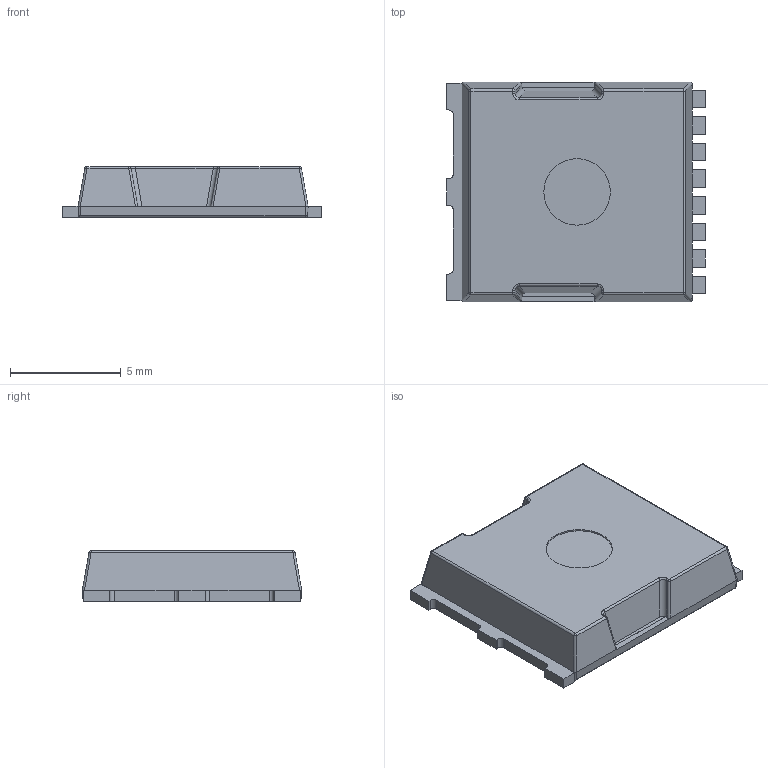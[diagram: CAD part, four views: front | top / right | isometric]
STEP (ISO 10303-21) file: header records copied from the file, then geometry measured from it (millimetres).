
FILE_DESCRIPTION(/* description */ (''),/* implementation_level */ '2;1');
FILE_NAME(/* name */ 'PowerDI1012S_STP',/* time_stamp */ '2020-07-28T13:07:06+08:00',/* author */ ('Wei Wu'),/* organization */ ('Diodes'),/* preprocessor_version */ 'ST-DEVELOPER v16.7',/* originating_system */ 'DEX',/* authorisation */ $);
FILE_SCHEMA (('AUTOMOTIVE_DESIGN {1 0 10303 214 3 1 1}'));
Length unit declared in the file: millimetre
Products named in the file (3): PowerDI1012S; CPD; LDF
Assembly tree (2 placements, depth 2):
  PowerDI1012S
    CPD
    LDF
Bounding box: 11.68 x 9.9 x 2.3 mm (x, y, z)
Volume: 223.3 mm3; surface area: 508.8 mm2
Topology: 4 solids, 4 shells, 308 faces, 851 edges, 538 vertices
Faces by surface type: plane 214, cylinder 80, sphere 10, bspline 4
Full cylindrical faces by diameter (mm): 3 x1
Entity records: 10683 total; most frequent: CARTESIAN_POINT 1739, ORIENTED_EDGE 1680, DIRECTION 1622, EDGE_CURVE 840, LINE 668, VECTOR 668, VERTEX_POINT 538, AXIS2_PLACEMENT_3D 477
